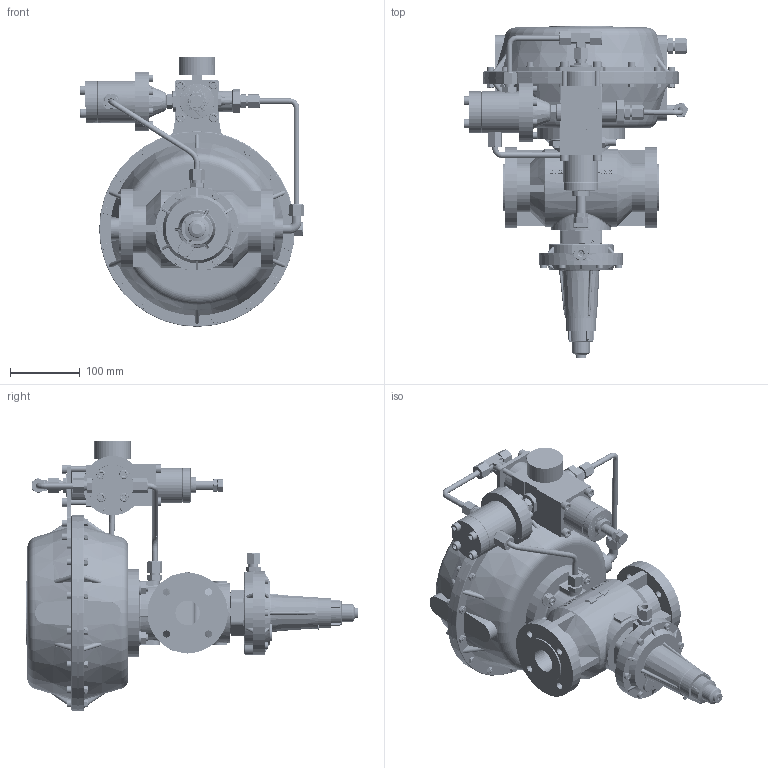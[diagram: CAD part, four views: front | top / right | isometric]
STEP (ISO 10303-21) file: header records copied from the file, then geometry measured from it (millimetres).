
FILE_DESCRIPTION (( 'STEP AP203' ), '1' );
FILE_NAME ('F25 P-S.STEP', '2020-04-25T07:34:58', ( '' ), ( '' ), 'SwSTEP 2.0', 'SolidWorks 2017', '' );
FILE_SCHEMA (( 'CONFIG_CONTROL_DESIGN' ));
Products named in the file (1): F25 P-S
Bounding box: 320.8 x 474.8 x 385.74 mm (x, y, z)
Volume: 4539123.4 mm3; surface area: 1272044.9 mm2
Topology: 150 solids, 152 shells, 4334 faces, 10233 edges, 6479 vertices
Faces by surface type: plane 1690, cylinder 1477, cone 647, bspline 251, torus 239, sphere 30
Entity records: 150961 total; most frequent: CARTESIAN_POINT 51793, DIRECTION 20483, ORIENTED_EDGE 20418, EDGE_CURVE 10209, AXIS2_PLACEMENT_3D 8076, VERTEX_POINT 6479, EDGE_LOOP 5086, FACE_OUTER_BOUND 4334
